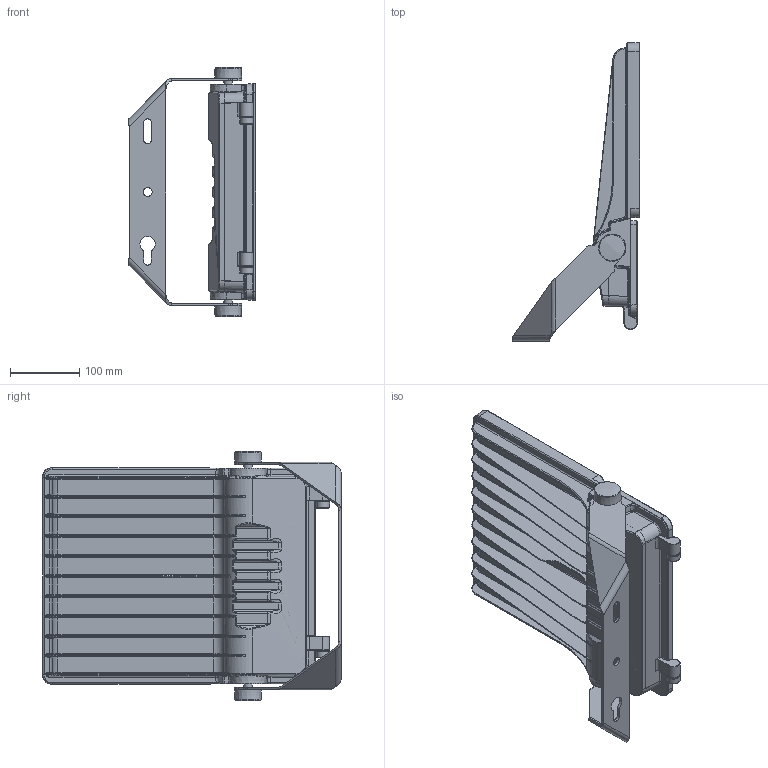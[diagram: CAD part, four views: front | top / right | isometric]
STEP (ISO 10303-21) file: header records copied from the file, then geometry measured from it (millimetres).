
FILE_DESCRIPTION (( 'STEP AP214' ), '1' );
FILE_NAME ('FL_FLEX_120W.STEP', '2024-09-25T07:06:15', ( '' ), ( '' ), 'SwSTEP 2.0', 'SolidWorks 2022', '' );
FILE_SCHEMA (( 'AUTOMOTIVE_DESIGN' ));
Length unit declared in the file: millimetre
Products named in the file (1): FL_FLEX_120W
Bounding box: 183.28 x 430.6 x 359.88 mm (x, y, z)
Volume: 1774605.5 mm3; surface area: 808622.8 mm2
Topology: 8 solids, 8 shells, 1042 faces, 2431 edges, 1417 vertices
Faces by surface type: cylinder 381, bspline 372, plane 231, torus 30, cone 18, sphere 10
Full cylindrical faces by diameter (mm): 12.5 x2
Entity records: 73793 total; most frequent: CARTESIAN_POINT 41363, ORIENTED_EDGE 4846, DIRECTION 3629, EDGE_CURVE 2423, VERTEX_POINT 1415, AXIS2_PLACEMENT_3D 1332, EDGE_LOOP 1076, UNCERTAINTY_MEASURE_WITH_UNIT 1052
